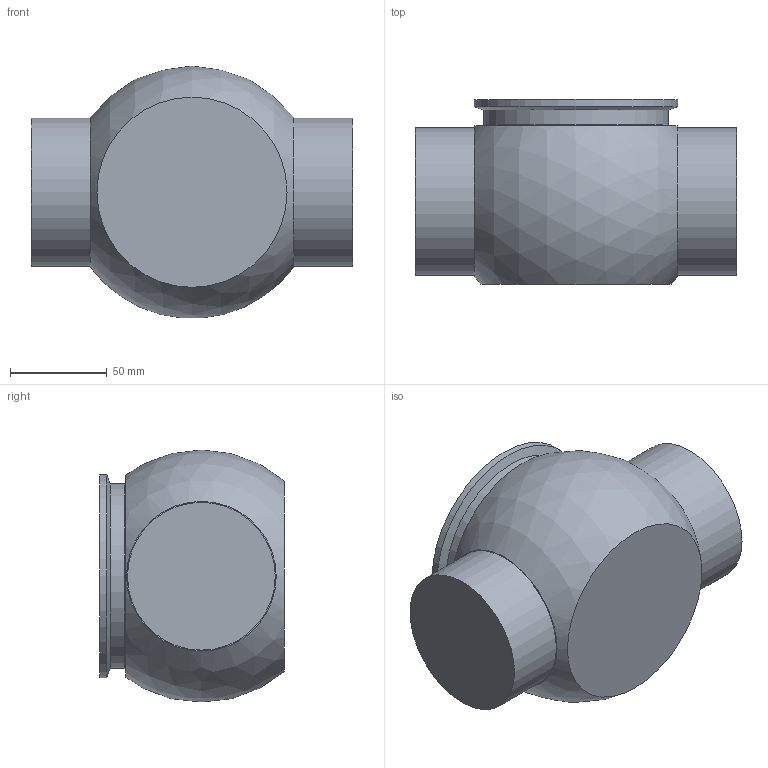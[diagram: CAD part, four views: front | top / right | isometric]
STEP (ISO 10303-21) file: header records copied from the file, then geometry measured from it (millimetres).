
FILE_DESCRIPTION(/* description */ (''),/* implementation_level */ '2;1');
FILE_NAME(/* name */ '102789.stp',/* time_stamp */ '2021-03-15T14:36:47-05:00',/* author */ ('FA67NH'),/* organization */ (''),/* preprocessor_version */ 'ST-DEVELOPER v18.1',/* originating_system */ 'Autodesk Inventor 2020',/* authorisation */ '');
FILE_SCHEMA (('AUTOMOTIVE_DESIGN { 1 0 10303 214 3 1 1 }'));
Length unit declared in the file: inch
Products named in the file (1): 102789
Bounding box: 165.86 x 95.25 x 129.91 mm (x, y, z)
Volume: 1263613.5 mm3; surface area: 69734.6 mm2
Topology: 1 solids, 1 shells, 14 faces, 28 edges, 21 vertices
Faces by surface type: plane 7, cylinder 4, sphere 1, torus 1, cone 1
Full cylindrical faces by diameter (mm): 76.2 x2, 95.25 x1, 104.775 x1
Entity records: 434 total; most frequent: DIRECTION 81, CARTESIAN_POINT 64, ORIENTED_EDGE 56, AXIS2_PLACEMENT_3D 38, EDGE_CURVE 28, CIRCLE 23, VERTEX_POINT 21, EDGE_LOOP 19
